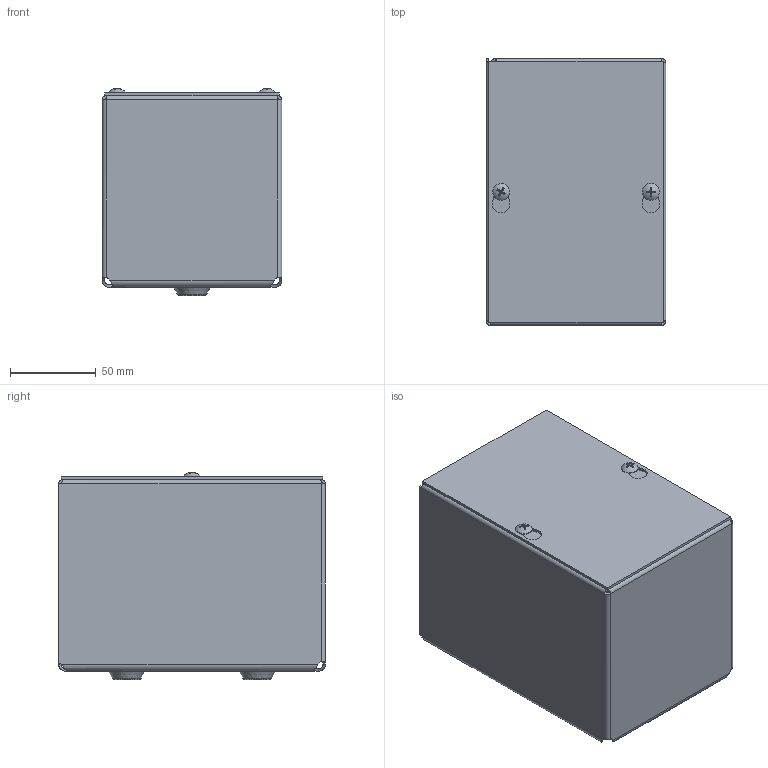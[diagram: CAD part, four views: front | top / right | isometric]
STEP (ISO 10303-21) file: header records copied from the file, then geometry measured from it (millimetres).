
FILE_DESCRIPTION(/* description */ ('BACKS - 6"X4"'),/* implementation_level */ '2;1');
FILE_NAME(/* name */ 'SC040604GNK.stp',/* time_stamp */ '2015-05-27T11:37:26+05:00',/* author */ ('mgunasekar'),/* organization */ (''),/* preprocessor_version */ 'ST-DEVELOPER v15.2',/* originating_system */ 'Autodesk Inventor 2014',/* authorisation */ '');
FILE_SCHEMA (('AUTOMOTIVE_DESIGN { 1 0 10303 214 3 1 1 }'));
Length unit declared in the file: inch
Products named in the file (5): SC0406GNKBKP; SC040604GNKWRA; SC0406GNKLID; 34056; SC040604GNK
Bounding box: 104.78 x 155.57 x 120.78 mm (x, y, z)
Volume: 161559.7 mm3; surface area: 209070.5 mm2
Topology: 5 solids, 5 shells, 283 faces, 713 edges, 446 vertices
Faces by surface type: plane 112, cylinder 59, bspline 38, torus 32, cone 24, sphere 18
Full cylindrical faces by diameter (mm): 3.734 x2, 4.166 x2, 7.144 x2, 9.754 x2
Entity records: 8383 total; most frequent: CARTESIAN_POINT 2590, ORIENTED_EDGE 1116, DIRECTION 1031, EDGE_CURVE 558, VERTEX_POINT 367, AXIS2_PLACEMENT_3D 348, LINE 335, VECTOR 335
